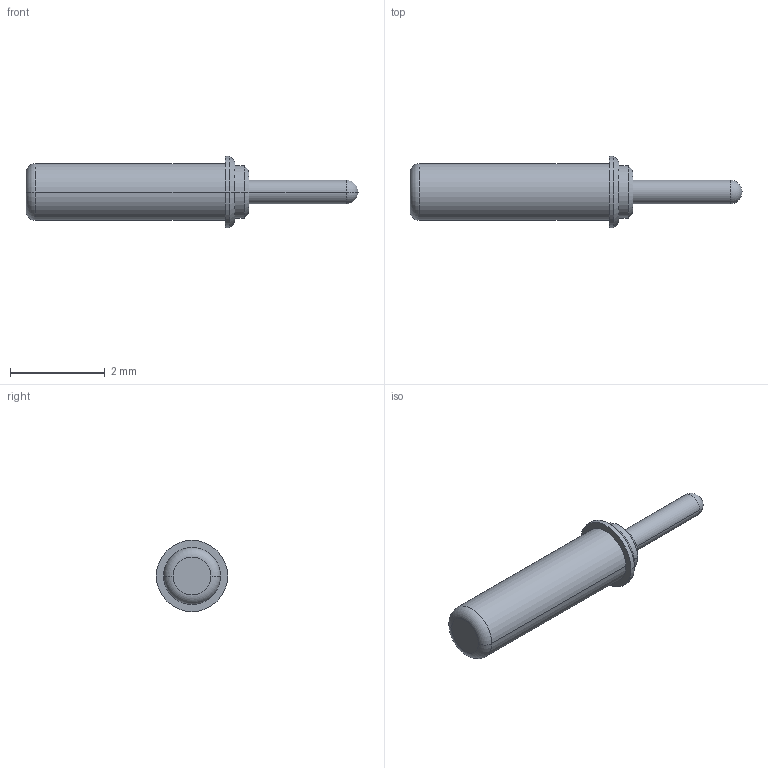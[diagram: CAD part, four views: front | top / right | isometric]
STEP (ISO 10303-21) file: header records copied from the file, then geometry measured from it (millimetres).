
FILE_DESCRIPTION (( 'STEP AP214' ), '1' );
FILE_NAME ('UEBK-45346.STEP', '2019-07-24T13:11:40', ( '' ), ( '' ), 'SwSTEP 2.0', 'SolidWorks 2019', '' );
FILE_SCHEMA (( 'AUTOMOTIVE_DESIGN' ));
Length unit declared in the file: millimetre
Products named in the file (1): UEBK-45346
Bounding box: 7 x 1.5 x 1.5 mm (x, y, z)
Volume: 5.8 mm3; surface area: 23.9 mm2
Topology: 1 solids, 1 shells, 20 faces, 42 edges, 25 vertices
Faces by surface type: cylinder 8, cone 4, plane 4, torus 2, sphere 2
Entity records: 546 total; most frequent: DIRECTION 106, CARTESIAN_POINT 82, ORIENTED_EDGE 76, AXIS2_PLACEMENT_3D 47, EDGE_CURVE 38, CIRCLE 26, VERTEX_POINT 23, EDGE_LOOP 23
